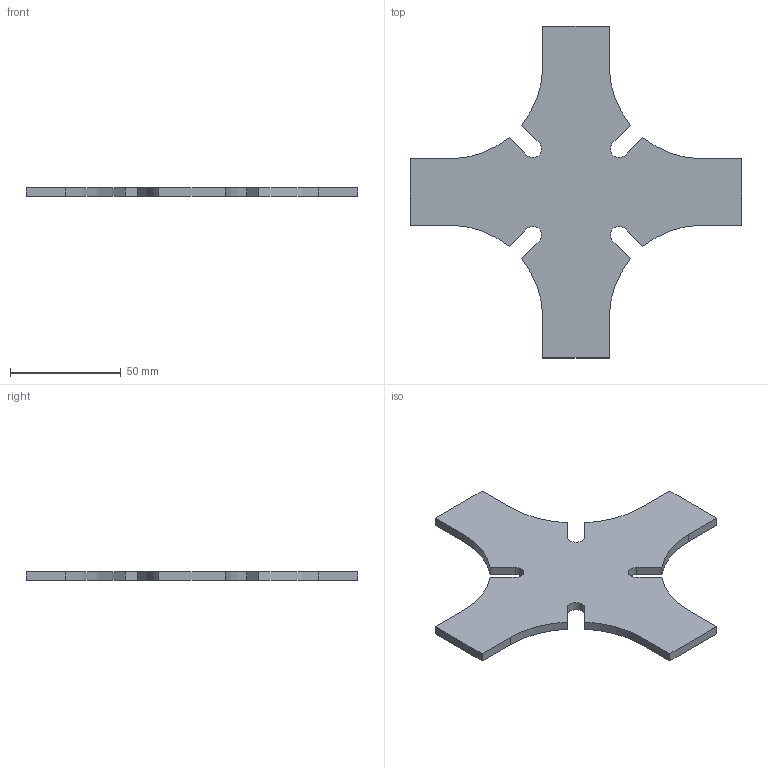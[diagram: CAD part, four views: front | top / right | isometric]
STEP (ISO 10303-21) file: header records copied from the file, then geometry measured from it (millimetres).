
FILE_DESCRIPTION(('STEP AP214'),'1');
FILE_NAME('2D_biaxial.stp','2022-09-30T10:52:37',(' '),(' '),'Spatial InterOp 3D',' ',' ');
FILE_SCHEMA(('AUTOMOTIVE_DESIGN { 1 0 10303 214 1 1 1 1 }'));
Length unit declared in the file: metre
Products named in the file (1): Solid
Bounding box: 150 x 150 x 4 mm (x, y, z)
Volume: 36681.8 mm3; surface area: 20884.6 mm2
Topology: 1 solids, 1 shells, 36 faces, 102 edges, 68 vertices
Faces by surface type: plane 22, cylinder 14
Entity records: 1199 total; most frequent: CARTESIAN_POINT 207, DIRECTION 204, ORIENTED_EDGE 204, EDGE_CURVE 102, LINE 74, VECTOR 74, VERTEX_POINT 68, AXIS2_PLACEMENT_3D 65
